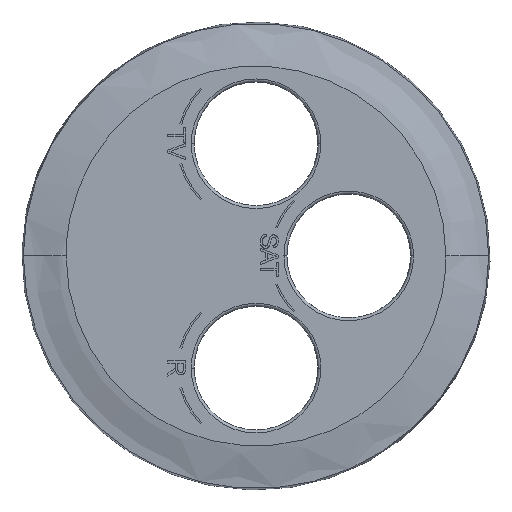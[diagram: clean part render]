
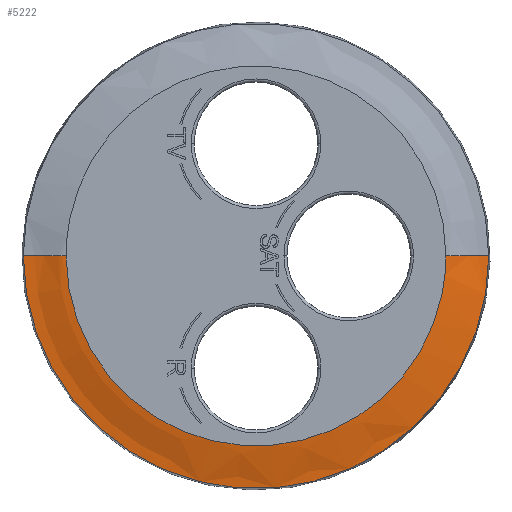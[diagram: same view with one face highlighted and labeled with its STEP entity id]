
A CAD part, top view. The second image highlights one B-rep face of the part: STEP entity #5222.
In plain terms, the highlighted face is a revolution surface.
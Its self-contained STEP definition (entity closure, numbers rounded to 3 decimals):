
#5205=AXIS2_PLACEMENT_3D('Circle Axis2P3D',#5203,#5204,$) ;
#5212=AXIS2_PLACEMENT_3D('Circle Axis2P3D',#5210,#5211,$) ;
#488=CARTESIAN_POINT('Control Point',(-21.5,0.,9.5)) ;
#489=CARTESIAN_POINT('Control Point',(-21.5,-2.206,9.5)) ;
#490=CARTESIAN_POINT('Control Point',(-21.217,-4.413,9.5)) ;
#491=CARTESIAN_POINT('Control Point',(-20.651,-6.571,9.5)) ;
#492=CARTESIAN_POINT('Control Point',(-19.01,-10.615,9.5)) ;
#493=CARTESIAN_POINT('Control Point',(-16.419,-14.124,9.5)) ;
#494=CARTESIAN_POINT('Control Point',(-14.942,-15.678,9.5)) ;
#495=CARTESIAN_POINT('Control Point',(-11.635,-18.39,9.5)) ;
#496=CARTESIAN_POINT('Control Point',(-7.768,-20.217,9.5)) ;
#497=CARTESIAN_POINT('Control Point',(-5.73,-20.886,9.5)) ;
#498=CARTESIAN_POINT('Control Point',(-1.533,-21.708,9.5)) ;
#499=CARTESIAN_POINT('Control Point',(2.738,-21.484,9.5)) ;
#500=CARTESIAN_POINT('Control Point',(4.849,-21.108,9.5)) ;
#501=CARTESIAN_POINT('Control Point',(8.935,-19.843,9.5)) ;
#502=CARTESIAN_POINT('Control Point',(12.59,-17.623,9.5)) ;
#503=CARTESIAN_POINT('Control Point',(14.271,-16.291,9.5)) ;
#504=CARTESIAN_POINT('Control Point',(17.27,-13.241,9.5)) ;
#505=CARTESIAN_POINT('Control Point',(19.437,-9.554,9.5)) ;
#506=CARTESIAN_POINT('Control Point',(20.287,-7.585,9.5)) ;
#507=CARTESIAN_POINT('Control Point',(21.079,-4.864,9.5)) ;
#508=CARTESIAN_POINT('Control Point',(21.417,-2.07,9.5)) ;
#509=CARTESIAN_POINT('Control Point',(21.472,-1.38,9.5)) ;
#510=CARTESIAN_POINT('Control Point',(21.5,-0.69,9.5)) ;
#511=CARTESIAN_POINT('Control Point',(21.5,0.,9.5)) ;
#512=CARTESIAN_POINT('Vertex',(-21.5,0.,9.5)) ;
#514=CARTESIAN_POINT('Vertex',(21.5,0.,9.5)) ;
#5153=CARTESIAN_POINT('Control Point',(-21.5,0.,9.5)) ;
#5154=CARTESIAN_POINT('Control Point',(-22.299,0.,9.5)) ;
#5155=CARTESIAN_POINT('Control Point',(-22.938,0.,9.249)) ;
#5156=CARTESIAN_POINT('Control Point',(-23.418,0.,8.746)) ;
#5157=CARTESIAN_POINT('Control Point',(-24.85,0.,8.617)) ;
#5158=CARTESIAN_POINT('Control Point',(-26.342,0.,8.511)) ;
#5159=CARTESIAN_POINT('Vertex',(-26.342,0.,8.511)) ;
#5163=CARTESIAN_POINT('Control Point',(21.5,0.,9.5)) ;
#5164=CARTESIAN_POINT('Control Point',(22.299,0.,9.5)) ;
#5165=CARTESIAN_POINT('Control Point',(22.938,0.,9.249)) ;
#5166=CARTESIAN_POINT('Control Point',(23.418,0.,8.746)) ;
#5167=CARTESIAN_POINT('Control Point',(24.85,0.,8.617)) ;
#5168=CARTESIAN_POINT('Control Point',(26.342,0.,8.511)) ;
#5169=CARTESIAN_POINT('Vertex',(26.342,0.,8.511)) ;
#5193=CARTESIAN_POINT('Control Point',(-21.5,0.,9.5)) ;
#5194=CARTESIAN_POINT('Control Point',(-22.299,0.,9.5)) ;
#5195=CARTESIAN_POINT('Control Point',(-22.938,0.,9.249)) ;
#5196=CARTESIAN_POINT('Control Point',(-23.418,0.,8.746)) ;
#5197=CARTESIAN_POINT('Control Point',(-24.85,0.,8.617)) ;
#5198=CARTESIAN_POINT('Control Point',(-26.342,0.,8.511)) ;
#5199=CARTESIAN_POINT('Axis1P Location',(0.,0.,9.5)) ;
#5203=CARTESIAN_POINT('Axis2P3D Location',(0.,0.,8.511)) ;
#5207=CARTESIAN_POINT('Vertex',(-23.117,-12.629,8.511)) ;
#5210=CARTESIAN_POINT('Axis2P3D Location',(0.,0.,8.511)) ;
#5200=DIRECTION('Axis1P Direction',(0.,0.,1.)) ;
#5204=DIRECTION('Axis2P3D Direction',(0.,0.,1.)) ;
#5211=DIRECTION('Axis2P3D Direction',(0.,0.,1.)) ;
#5201=AXIS1_PLACEMENT('Revolution Surface Axis1P',#5199,#5200) ;
#5216=ORIENTED_EDGE('',*,*,#5171,.F.) ;
#5217=ORIENTED_EDGE('',*,*,#516,.F.) ;
#5218=ORIENTED_EDGE('',*,*,#5161,.T.) ;
#5219=ORIENTED_EDGE('',*,*,#5209,.T.) ;
#5220=ORIENTED_EDGE('',*,*,#5214,.F.) ;
#5222=ADVANCED_FACE('ABS',(#5221),#5202,.F.) ;
#487=B_SPLINE_CURVE_WITH_KNOTS('',5,(#488,#489,#490,#491,#492,#493,#494,#495,#496,#497,#498,#499,#500,#501,#502,#503,#504,#505,#506,#507,#508,#509,#510,#511),.UNSPECIFIED.,.F.,.U.,(6,3,3,3,3,3,3,6),(0.,16.422,32.22,48.018,63.814,79.612,95.41,100.545),.UNSPECIFIED.) ;
#5152=B_SPLINE_CURVE_WITH_KNOTS('',5,(#5153,#5154,#5155,#5156,#5157,#5158),.UNSPECIFIED.,.F.,.U.,(6,6),(0.,4.993),.UNSPECIFIED.) ;
#5162=B_SPLINE_CURVE_WITH_KNOTS('',5,(#5163,#5164,#5165,#5166,#5167,#5168),.UNSPECIFIED.,.F.,.U.,(6,6),(0.,4.993),.UNSPECIFIED.) ;
#5192=B_SPLINE_CURVE_WITH_KNOTS('',5,(#5193,#5194,#5195,#5196,#5197,#5198),.UNSPECIFIED.,.F.,.U.,(6,6),(0.,4.993),.UNSPECIFIED.) ;
#5206=CIRCLE('generated circle',#5205,26.342) ;
#5213=CIRCLE('generated circle',#5212,26.342) ;
#516=EDGE_CURVE('',#513,#515,#487,.T.) ;
#5161=EDGE_CURVE('',#513,#5160,#5152,.T.) ;
#5171=EDGE_CURVE('',#515,#5170,#5162,.T.) ;
#5209=EDGE_CURVE('',#5160,#5208,#5206,.T.) ;
#5214=EDGE_CURVE('',#5170,#5208,#5213,.F.) ;
#5215=EDGE_LOOP('',(#5216,#5217,#5218,#5219,#5220)) ;
#5221=FACE_OUTER_BOUND('',#5215,.T.) ;
#5202=SURFACE_OF_REVOLUTION('Surface of Revolution',#5192,#5201) ;
#513=VERTEX_POINT('',#512) ;
#515=VERTEX_POINT('',#514) ;
#5160=VERTEX_POINT('',#5159) ;
#5170=VERTEX_POINT('',#5169) ;
#5208=VERTEX_POINT('',#5207) ;
